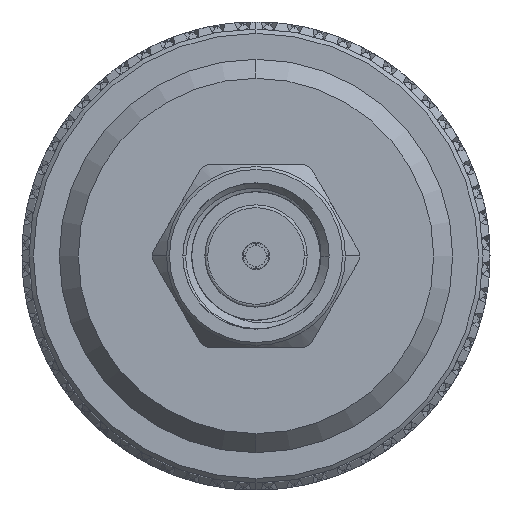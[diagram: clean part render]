
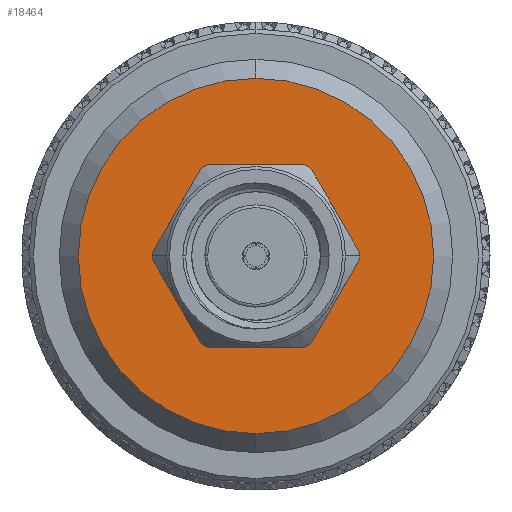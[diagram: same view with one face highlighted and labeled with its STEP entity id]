
A CAD part, left-side view. The second image highlights one B-rep face of the part: STEP entity #18464.
In plain terms, the highlighted face is planar.
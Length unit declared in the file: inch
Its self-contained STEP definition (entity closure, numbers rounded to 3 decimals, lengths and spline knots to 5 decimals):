
#327 = CIRCLE ( 'NONE', #87476, 0.10617 ) ;
#1142 = EDGE_LOOP ( 'NONE', ( #15376, #29218 ) ) ;
#3483 = DIRECTION ( 'NONE',  ( -1., 0., 0. ) ) ;
#4124 = CIRCLE ( 'NONE', #18848, 0.30377 ) ;
#5052 = CARTESIAN_POINT ( 'NONE',  ( 0.70446, -0.30377, 0. ) ) ;
#5942 = VERTEX_POINT ( 'NONE', #57265 ) ;
#7775 = DIRECTION ( 'NONE',  ( 0., -1., 0. ) ) ;
#8269 = FACE_OUTER_BOUND ( 'NONE', #89610, .T. ) ;
#8373 = EDGE_CURVE ( 'NONE', #5942, #40330, #327, .T. ) ;
#12768 = CARTESIAN_POINT ( 'NONE',  ( 0.70446, 0., 0. ) ) ;
#15376 = ORIENTED_EDGE ( 'NONE', *, *, #27786, .T. ) ;
#17511 = FACE_BOUND ( 'NONE', #1142, .T. ) ;
#18464 = ADVANCED_FACE ( 'NONE', ( #8269, #17511 ), #85993, .F. ) ;
#18848 = AXIS2_PLACEMENT_3D ( 'NONE', #74015, #3483, #43622 ) ;
#27786 = EDGE_CURVE ( 'NONE', #40330, #5942, #54094, .T. ) ;
#28081 = VERTEX_POINT ( 'NONE', #93381 ) ;
#29218 = ORIENTED_EDGE ( 'NONE', *, *, #8373, .T. ) ;
#33729 = CARTESIAN_POINT ( 'NONE',  ( 0.70446, 0., 0. ) ) ;
#35899 = DIRECTION ( 'NONE',  ( 0., -1., 0. ) ) ;
#39669 = DIRECTION ( 'NONE',  ( -1., 0., 0. ) ) ;
#40330 = VERTEX_POINT ( 'NONE', #56543 ) ;
#43622 = DIRECTION ( 'NONE',  ( 0., -1., 0. ) ) ;
#50671 = DIRECTION ( 'NONE',  ( 0., -1., 0. ) ) ;
#53374 = AXIS2_PLACEMENT_3D ( 'NONE', #90306, #89797, #50671 ) ;
#54094 = CIRCLE ( 'NONE', #73841, 0.10617 ) ;
#56234 = ORIENTED_EDGE ( 'NONE', *, *, #87856, .F. ) ;
#56543 = CARTESIAN_POINT ( 'NONE',  ( 0.70446, -0.10617, 0. ) ) ;
#57265 = CARTESIAN_POINT ( 'NONE',  ( 0.70446, 0.10617, 0. ) ) ;
#58424 = DIRECTION ( 'NONE',  ( 0., -1., 0. ) ) ;
#60090 = ORIENTED_EDGE ( 'NONE', *, *, #87533, .F. ) ;
#66634 = DIRECTION ( 'NONE',  ( -1., 0., 0. ) ) ;
#73841 = AXIS2_PLACEMENT_3D ( 'NONE', #12768, #91484, #35899 ) ;
#73918 = AXIS2_PLACEMENT_3D ( 'NONE', #78289, #39669, #7775 ) ;
#74015 = CARTESIAN_POINT ( 'NONE',  ( 0.70446, 0., 0. ) ) ;
#78289 = CARTESIAN_POINT ( 'NONE',  ( 0.70446, 0.30377, 0. ) ) ;
#80261 = VERTEX_POINT ( 'NONE', #5052 ) ;
#85993 = PLANE ( 'NONE',  #73918 ) ;
#87476 = AXIS2_PLACEMENT_3D ( 'NONE', #33729, #66634, #58424 ) ;
#87533 = EDGE_CURVE ( 'NONE', #80261, #28081, #4124, .T. ) ;
#87856 = EDGE_CURVE ( 'NONE', #28081, #80261, #97746, .T. ) ;
#89610 = EDGE_LOOP ( 'NONE', ( #60090, #56234 ) ) ;
#89797 = DIRECTION ( 'NONE',  ( -1., 0., 0. ) ) ;
#90306 = CARTESIAN_POINT ( 'NONE',  ( 0.70446, 0., 0. ) ) ;
#91484 = DIRECTION ( 'NONE',  ( -1., 0., 0. ) ) ;
#93381 = CARTESIAN_POINT ( 'NONE',  ( 0.70446, 0.30377, 0. ) ) ;
#97746 = CIRCLE ( 'NONE', #53374, 0.30377 ) ;
